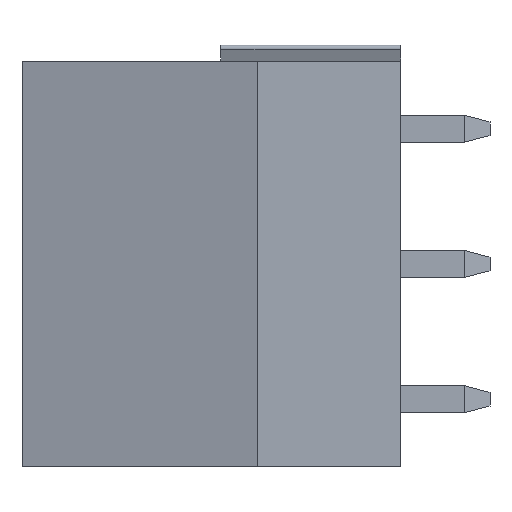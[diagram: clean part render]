
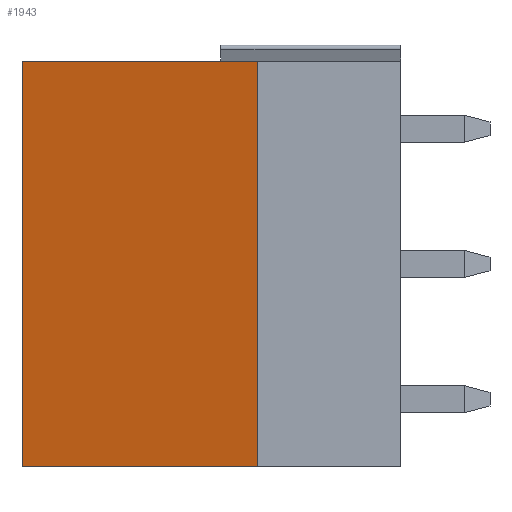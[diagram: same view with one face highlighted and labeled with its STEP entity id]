
A CAD part, left-side view. The second image highlights one B-rep face of the part: STEP entity #1943.
In plain terms, the highlighted planar face has unit normal (-0.966, 0.259, 0).
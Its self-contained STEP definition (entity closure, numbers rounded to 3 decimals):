
#42=DIRECTION('',(-0.259,-0.966,0.));
#43=VECTOR('',#42,9.007);
#44=CARTESIAN_POINT('',(-2.769,7.,-12.5));
#45=LINE('',#44,#43);
#350=DIRECTION('',(0.,0.,1.));
#351=VECTOR('',#350,15.);
#352=CARTESIAN_POINT('',(-5.1,-1.7,-12.5));
#353=LINE('',#352,#351);
#354=DIRECTION('',(0.,0.,1.));
#355=VECTOR('',#354,15.);
#356=CARTESIAN_POINT('',(-2.769,7.,-12.5));
#357=LINE('',#356,#355);
#472=DIRECTION('',(-0.259,-0.966,0.));
#473=VECTOR('',#472,9.007);
#474=CARTESIAN_POINT('',(-2.769,7.,2.5));
#475=LINE('',#474,#473);
#1191=CARTESIAN_POINT('',(-2.769,7.,-12.5));
#1192=CARTESIAN_POINT('',(-5.1,-1.7,-12.5));
#1193=VERTEX_POINT('',#1191);
#1194=VERTEX_POINT('',#1192);
#1207=CARTESIAN_POINT('',(-2.769,7.,2.5));
#1208=CARTESIAN_POINT('',(-5.1,-1.7,2.5));
#1209=VERTEX_POINT('',#1207);
#1210=VERTEX_POINT('',#1208);
#1930=CARTESIAN_POINT('',(-2.769,7.,-12.5));
#1931=DIRECTION('',(-0.966,0.259,0.));
#1932=DIRECTION('',(-0.259,-0.966,0.));
#1933=AXIS2_PLACEMENT_3D('',#1930,#1931,#1932);
#1934=PLANE('',#1933);
#1935=ORIENTED_EDGE('',*,*,#1570,.F.);
#1937=ORIENTED_EDGE('',*,*,#1936,.T.);
#1939=ORIENTED_EDGE('',*,*,#1938,.T.);
#1940=ORIENTED_EDGE('',*,*,#1922,.F.);
#1941=EDGE_LOOP('',(#1935,#1937,#1939,#1940));
#1942=FACE_OUTER_BOUND('',#1941,.F.);
#1570=EDGE_CURVE('',#1193,#1194,#45,.T.);
#1922=EDGE_CURVE('',#1194,#1210,#353,.T.);
#1936=EDGE_CURVE('',#1193,#1209,#357,.T.);
#1938=EDGE_CURVE('',#1209,#1210,#475,.T.);
#1943=ADVANCED_FACE('',(#1942),#1934,.T.);
